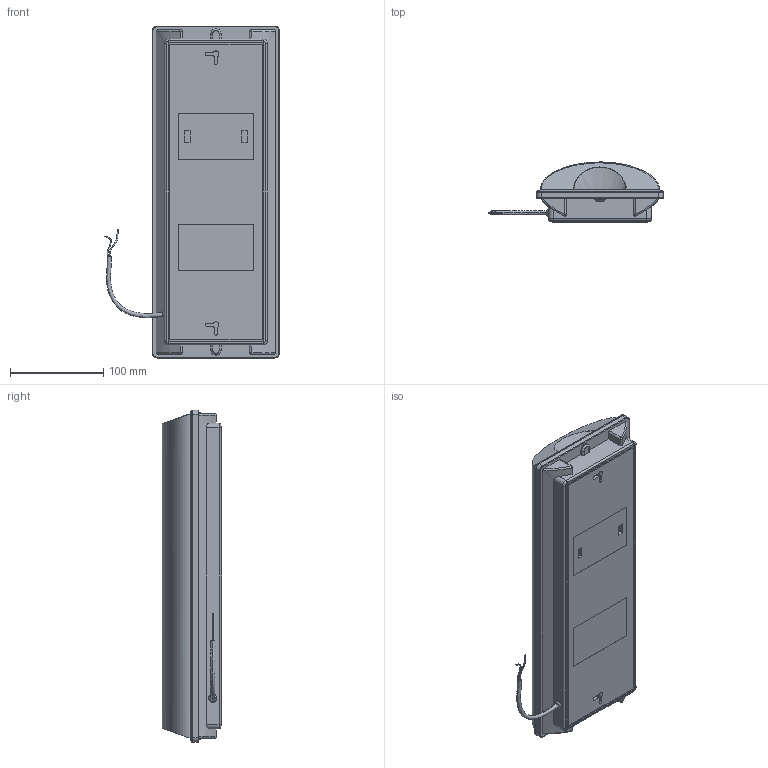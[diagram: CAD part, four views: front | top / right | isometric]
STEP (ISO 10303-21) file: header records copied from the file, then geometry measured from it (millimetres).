
FILE_DESCRIPTION (( 'STEP AP214' ), '1' );
FILE_NAME ('Ñâåòèëüíèê ÄÏÀ 2104.STEP', '2017-08-17T14:20:57', ( '' ), ( '' ), 'SwSTEP 2.0', 'SolidWorks 2014', '' );
FILE_SCHEMA (( 'AUTOMOTIVE_DESIGN' ));
Length unit declared in the file: millimetre
Products named in the file (1): Ñâåòèëüíèê ÄÏÀ 2104
Bounding box: 187.24 x 63.99 x 356 mm (x, y, z)
Volume: 1531654.4 mm3; surface area: 272738.6 mm2
Topology: 2 solids, 2 shells, 834 faces, 1821 edges, 1156 vertices
Faces by surface type: plane 316, torus 263, cylinder 221, bspline 32, cone 2
Entity records: 26195 total; most frequent: CARTESIAN_POINT 7089, DIRECTION 4353, ORIENTED_EDGE 3642, AXIS2_PLACEMENT_3D 1894, EDGE_CURVE 1821, VERTEX_POINT 1156, CIRCLE 1091, EDGE_LOOP 1001
